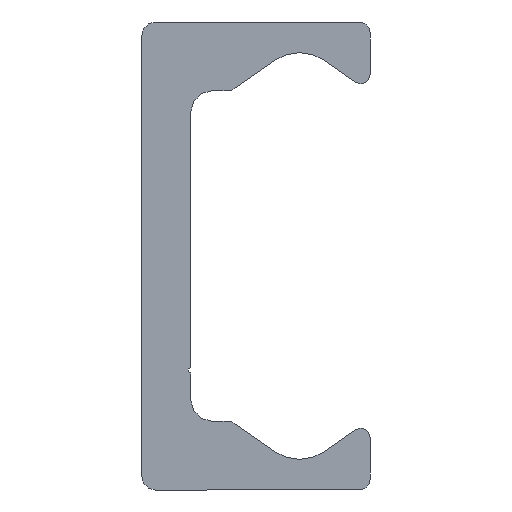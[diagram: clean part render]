
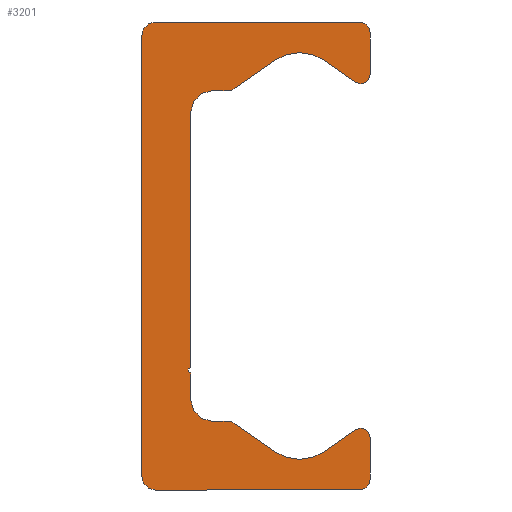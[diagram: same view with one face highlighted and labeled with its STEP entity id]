
A CAD part, left-side view. The second image highlights one B-rep face of the part: STEP entity #3201.
In plain terms, the highlighted planar face has unit normal (-1, 0, 0).
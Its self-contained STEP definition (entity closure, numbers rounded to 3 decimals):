
#2100=CARTESIAN_POINT('',(0.0,9.25,-21.5));
#2101=VERTEX_POINT('',#2100);
#2108=CARTESIAN_POINT('',(0.0,10.5,-20.25));
#2109=VERTEX_POINT('',#2108);
#2110=CARTESIAN_POINT('',(0.0,9.25,-20.25));
#2111=DIRECTION('',(1.0,0.0,0.0));
#2112=DIRECTION('',(0.0,0.0,-1.0));
#2113=AXIS2_PLACEMENT_3D('',#2110,#2111,#2112);
#2114=CIRCLE('',#2113,1.25);
#2115=EDGE_CURVE('',#2101,#2109,#2114,.T.);
#2139=CARTESIAN_POINT('',(0.0,-9.5,-21.5));
#2140=VERTEX_POINT('',#2139);
#2147=CARTESIAN_POINT('',(0.0,-9.5,-21.5));
#2148=DIRECTION('',(0.0,1.0,0.0));
#2149=VECTOR('',#2148,18.75);
#2150=LINE('',#2147,#2149);
#2151=EDGE_CURVE('',#2140,#2101,#2150,.T.);
#2171=CARTESIAN_POINT('',(0.0,-10.5,-20.5));
#2172=VERTEX_POINT('',#2171);
#2179=CARTESIAN_POINT('',(0.0,-9.5,-20.5));
#2180=DIRECTION('',(1.0,0.0,0.0));
#2181=DIRECTION('',(0.0,-1.0,0.0));
#2182=AXIS2_PLACEMENT_3D('',#2179,#2180,#2181);
#2183=CIRCLE('',#2182,1.0);
#2184=EDGE_CURVE('',#2172,#2140,#2183,.T.);
#2203=CARTESIAN_POINT('',(0.0,-10.5,-16.65));
#2204=VERTEX_POINT('',#2203);
#2211=CARTESIAN_POINT('',(0.0,-10.5,-16.65));
#2212=DIRECTION('',(0.0,0.0,-1.0));
#2213=VECTOR('',#2212,3.85);
#2214=LINE('',#2211,#2213);
#2215=EDGE_CURVE('',#2204,#2172,#2214,.T.);
#2235=CARTESIAN_POINT('',(0.0,-9.162,-15.954));
#2236=VERTEX_POINT('',#2235);
#2243=CARTESIAN_POINT('',(0.0,-9.65,-16.65));
#2244=DIRECTION('',(1.0,0.0,0.0));
#2245=DIRECTION('',(0.0,0.574,0.819));
#2246=AXIS2_PLACEMENT_3D('',#2243,#2244,#2245);
#2247=CIRCLE('',#2246,0.85);
#2248=EDGE_CURVE('',#2236,#2204,#2247,.T.);
#2267=CARTESIAN_POINT('',(0.0,-6.294,-17.962));
#2268=VERTEX_POINT('',#2267);
#2275=CARTESIAN_POINT('',(0.0,-6.294,-17.962));
#2276=DIRECTION('',(0.0,-0.819,0.574));
#2277=VECTOR('',#2276,3.501);
#2278=LINE('',#2275,#2277);
#2279=EDGE_CURVE('',#2268,#2236,#2278,.T.);
#2299=CARTESIAN_POINT('',(0.0,-1.706,-17.962));
#2300=VERTEX_POINT('',#2299);
#2307=CARTESIAN_POINT('',(0.0,-4.,-14.685));
#2308=DIRECTION('',(-1.0,0.0,0.0));
#2309=DIRECTION('',(0.0,0.574,0.819));
#2310=AXIS2_PLACEMENT_3D('',#2307,#2308,#2309);
#2311=CIRCLE('',#2310,4.0);
#2312=EDGE_CURVE('',#2300,#2268,#2311,.T.);
#2331=CARTESIAN_POINT('',(0.0,1.981,-15.381));
#2332=VERTEX_POINT('',#2331);
#2339=CARTESIAN_POINT('',(0.0,1.981,-15.381));
#2340=DIRECTION('',(0.0,-0.819,-0.574));
#2341=VECTOR('',#2340,4.5);
#2342=LINE('',#2339,#2341);
#2343=EDGE_CURVE('',#2332,#2300,#2342,.T.);
#2363=CARTESIAN_POINT('',(0.0,2.554,-15.2));
#2364=VERTEX_POINT('',#2363);
#2371=CARTESIAN_POINT('',(0.0,2.554,-16.2));
#2372=DIRECTION('',(1.0,0.0,0.0));
#2373=DIRECTION('',(0.0,0.0,1.0));
#2374=AXIS2_PLACEMENT_3D('',#2371,#2372,#2373);
#2375=CIRCLE('',#2374,1.);
#2376=EDGE_CURVE('',#2364,#2332,#2375,.T.);
#2395=CARTESIAN_POINT('',(0.0,4.0,-15.2));
#2396=VERTEX_POINT('',#2395);
#2403=CARTESIAN_POINT('',(0.0,4.0,-15.2));
#2404=DIRECTION('',(0.0,-1.0,0.0));
#2405=VECTOR('',#2404,1.446);
#2406=LINE('',#2403,#2405);
#2407=EDGE_CURVE('',#2396,#2364,#2406,.T.);
#2427=CARTESIAN_POINT('',(0.0,6.,-13.2));
#2428=VERTEX_POINT('',#2427);
#2435=CARTESIAN_POINT('',(0.0,4.,-13.2));
#2436=DIRECTION('',(-1.0,0.0,0.0));
#2437=DIRECTION('',(0.0,0.0,1.0));
#2438=AXIS2_PLACEMENT_3D('',#2435,#2436,#2437);
#2439=CIRCLE('',#2438,2.0);
#2440=EDGE_CURVE('',#2428,#2396,#2439,.T.);
#2459=CARTESIAN_POINT('',(0.0,6.,-10.75));
#2460=VERTEX_POINT('',#2459);
#2467=CARTESIAN_POINT('',(0.0,6.,-10.75));
#2468=DIRECTION('',(0.0,0.0,-1.0));
#2469=VECTOR('',#2468,2.45);
#2470=LINE('',#2467,#2469);
#2471=EDGE_CURVE('',#2460,#2428,#2470,.T.);
#2491=CARTESIAN_POINT('',(0.0,6.,-10.25));
#2492=VERTEX_POINT('',#2491);
#2499=CARTESIAN_POINT('',(0.0,6.,-10.5));
#2500=DIRECTION('',(-1.0,0.0,0.0));
#2501=DIRECTION('',(0.0,0.0,1.0));
#2502=AXIS2_PLACEMENT_3D('',#2499,#2500,#2501);
#2503=CIRCLE('',#2502,0.25);
#2504=EDGE_CURVE('',#2492,#2460,#2503,.T.);
#2523=CARTESIAN_POINT('',(0.0,6.,13.2));
#2524=VERTEX_POINT('',#2523);
#2531=CARTESIAN_POINT('',(0.0,6.,13.2));
#2532=DIRECTION('',(0.0,0.0,-1.0));
#2533=VECTOR('',#2532,23.45);
#2534=LINE('',#2531,#2533);
#2535=EDGE_CURVE('',#2524,#2492,#2534,.T.);
#2681=CARTESIAN_POINT('',(0.0,4.0,15.2));
#2682=VERTEX_POINT('',#2681);
#2689=CARTESIAN_POINT('',(0.0,4.,13.2));
#2690=DIRECTION('',(-1.0,0.0,0.0));
#2691=DIRECTION('',(0.0,-1.0,0.0));
#2692=AXIS2_PLACEMENT_3D('',#2689,#2690,#2691);
#2693=CIRCLE('',#2692,2.0);
#2694=EDGE_CURVE('',#2682,#2524,#2693,.T.);
#2713=CARTESIAN_POINT('',(0.0,2.554,15.2));
#2714=VERTEX_POINT('',#2713);
#2721=CARTESIAN_POINT('',(0.0,2.554,15.2));
#2722=DIRECTION('',(0.0,1.0,0.0));
#2723=VECTOR('',#2722,1.446);
#2724=LINE('',#2721,#2723);
#2725=EDGE_CURVE('',#2714,#2682,#2724,.T.);
#2745=CARTESIAN_POINT('',(0.0,1.981,15.381));
#2746=VERTEX_POINT('',#2745);
#2753=CARTESIAN_POINT('',(0.0,2.554,16.2));
#2754=DIRECTION('',(1.0,0.0,0.0));
#2755=DIRECTION('',(0.0,-0.574,-0.819));
#2756=AXIS2_PLACEMENT_3D('',#2753,#2754,#2755);
#2757=CIRCLE('',#2756,1.);
#2758=EDGE_CURVE('',#2746,#2714,#2757,.T.);
#2777=CARTESIAN_POINT('',(0.0,-1.706,17.962));
#2778=VERTEX_POINT('',#2777);
#2785=CARTESIAN_POINT('',(0.0,-1.706,17.962));
#2786=DIRECTION('',(0.0,0.819,-0.574));
#2787=VECTOR('',#2786,4.5);
#2788=LINE('',#2785,#2787);
#2789=EDGE_CURVE('',#2778,#2746,#2788,.T.);
#2809=CARTESIAN_POINT('',(0.0,-6.294,17.962));
#2810=VERTEX_POINT('',#2809);
#2817=CARTESIAN_POINT('',(0.0,-4.,14.685));
#2818=DIRECTION('',(-1.0,0.0,0.0));
#2819=DIRECTION('',(0.0,-0.574,-0.819));
#2820=AXIS2_PLACEMENT_3D('',#2817,#2818,#2819);
#2821=CIRCLE('',#2820,4.0);
#2822=EDGE_CURVE('',#2810,#2778,#2821,.T.);
#2841=CARTESIAN_POINT('',(0.0,-9.162,15.954));
#2842=VERTEX_POINT('',#2841);
#2849=CARTESIAN_POINT('',(0.0,-9.162,15.954));
#2850=DIRECTION('',(0.0,0.819,0.574));
#2851=VECTOR('',#2850,3.501);
#2852=LINE('',#2849,#2851);
#2853=EDGE_CURVE('',#2842,#2810,#2852,.T.);
#2873=CARTESIAN_POINT('',(0.0,-10.5,16.65));
#2874=VERTEX_POINT('',#2873);
#2881=CARTESIAN_POINT('',(0.0,-9.65,16.65));
#2882=DIRECTION('',(1.0,0.0,0.0));
#2883=DIRECTION('',(0.0,-1.0,0.0));
#2884=AXIS2_PLACEMENT_3D('',#2881,#2882,#2883);
#2885=CIRCLE('',#2884,0.85);
#2886=EDGE_CURVE('',#2874,#2842,#2885,.T.);
#2905=CARTESIAN_POINT('',(0.0,-10.5,20.5));
#2906=VERTEX_POINT('',#2905);
#2913=CARTESIAN_POINT('',(0.0,-10.5,20.5));
#2914=DIRECTION('',(0.0,0.0,-1.0));
#2915=VECTOR('',#2914,3.85);
#2916=LINE('',#2913,#2915);
#2917=EDGE_CURVE('',#2906,#2874,#2916,.T.);
#2937=CARTESIAN_POINT('',(0.0,-9.5,21.5));
#2938=VERTEX_POINT('',#2937);
#2945=CARTESIAN_POINT('',(0.0,-9.5,20.5));
#2946=DIRECTION('',(1.0,0.0,0.0));
#2947=DIRECTION('',(0.0,0.0,1.0));
#2948=AXIS2_PLACEMENT_3D('',#2945,#2946,#2947);
#2949=CIRCLE('',#2948,1.0);
#2950=EDGE_CURVE('',#2938,#2906,#2949,.T.);
#2969=CARTESIAN_POINT('',(0.0,9.25,21.5));
#2970=VERTEX_POINT('',#2969);
#2977=CARTESIAN_POINT('',(0.0,9.25,21.5));
#2978=DIRECTION('',(0.0,-1.0,0.0));
#2979=VECTOR('',#2978,18.75);
#2980=LINE('',#2977,#2979);
#2981=EDGE_CURVE('',#2970,#2938,#2980,.T.);
#3001=CARTESIAN_POINT('',(0.0,10.5,20.25));
#3002=VERTEX_POINT('',#3001);
#3009=CARTESIAN_POINT('',(0.0,9.25,20.25));
#3010=DIRECTION('',(1.0,0.0,0.0));
#3011=DIRECTION('',(0.0,1.0,0.0));
#3012=AXIS2_PLACEMENT_3D('',#3009,#3010,#3011);
#3013=CIRCLE('',#3012,1.25);
#3014=EDGE_CURVE('',#3002,#2970,#3013,.T.);
#3032=CARTESIAN_POINT('',(0.0,10.5,-20.25));
#3033=DIRECTION('',(0.0,0.0,1.0));
#3034=VECTOR('',#3033,40.5);
#3035=LINE('',#3032,#3034);
#3036=EDGE_CURVE('',#2109,#3002,#3035,.T.);
#3168=CARTESIAN_POINT('',(0.0,2.66,-0.019));
#3169=DIRECTION('',(1.0,0.0,0.0));
#3170=DIRECTION('',(0.0,0.0,-1.0));
#3171=AXIS2_PLACEMENT_3D('',#3168,#3169,#3170);
#3172=PLANE('',#3171);
#3173=ORIENTED_EDGE('',*,*,#3036,.F.);
#3174=ORIENTED_EDGE('',*,*,#2115,.F.);
#3175=ORIENTED_EDGE('',*,*,#2151,.F.);
#3176=ORIENTED_EDGE('',*,*,#2184,.F.);
#3177=ORIENTED_EDGE('',*,*,#2215,.F.);
#3178=ORIENTED_EDGE('',*,*,#2248,.F.);
#3179=ORIENTED_EDGE('',*,*,#2279,.F.);
#3180=ORIENTED_EDGE('',*,*,#2312,.F.);
#3181=ORIENTED_EDGE('',*,*,#2343,.F.);
#3182=ORIENTED_EDGE('',*,*,#2376,.F.);
#3183=ORIENTED_EDGE('',*,*,#2407,.F.);
#3184=ORIENTED_EDGE('',*,*,#2440,.F.);
#3185=ORIENTED_EDGE('',*,*,#2471,.F.);
#3186=ORIENTED_EDGE('',*,*,#2504,.F.);
#3187=ORIENTED_EDGE('',*,*,#2535,.F.);
#3188=ORIENTED_EDGE('',*,*,#2694,.F.);
#3189=ORIENTED_EDGE('',*,*,#2725,.F.);
#3190=ORIENTED_EDGE('',*,*,#2758,.F.);
#3191=ORIENTED_EDGE('',*,*,#2789,.F.);
#3192=ORIENTED_EDGE('',*,*,#2822,.F.);
#3193=ORIENTED_EDGE('',*,*,#2853,.F.);
#3194=ORIENTED_EDGE('',*,*,#2886,.F.);
#3195=ORIENTED_EDGE('',*,*,#2917,.F.);
#3196=ORIENTED_EDGE('',*,*,#2950,.F.);
#3197=ORIENTED_EDGE('',*,*,#2981,.F.);
#3198=ORIENTED_EDGE('',*,*,#3014,.F.);
#3199=EDGE_LOOP('',(#3173,#3174,#3175,#3176,#3177,#3178,#3179,#3180,#3181,#3182,#3183,#3184,#3185,#3186,#3187,#3188,#3189,#3190,#3191,#3192,#3193,#3194,#3195,#3196,#3197,#3198));
#3200=FACE_OUTER_BOUND('',#3199,.T.);
#3201=ADVANCED_FACE('',(#3200),#3172,.F.);
